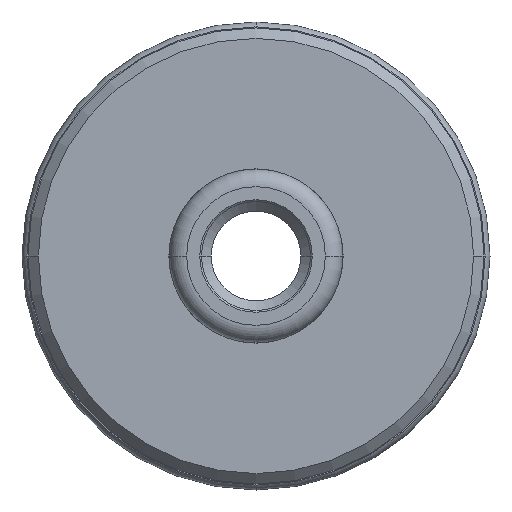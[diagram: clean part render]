
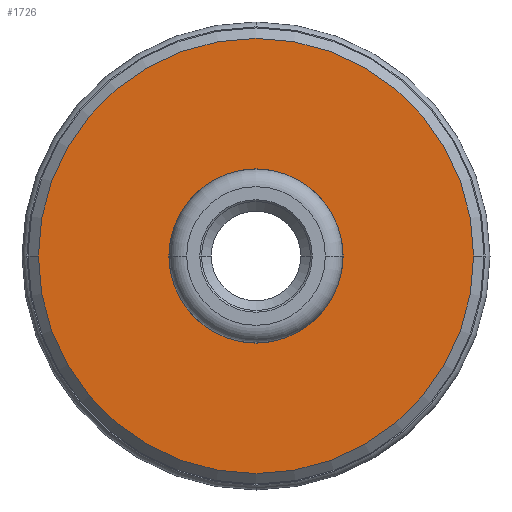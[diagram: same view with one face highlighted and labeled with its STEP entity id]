
A CAD part, left-side view. The second image highlights one B-rep face of the part: STEP entity #1726.
In plain terms, the highlighted planar face has unit normal (-1, 0, 0).
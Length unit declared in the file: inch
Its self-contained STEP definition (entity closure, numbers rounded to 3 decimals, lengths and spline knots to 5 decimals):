
#678=CARTESIAN_POINT('',(-0.62,0.,0.));
#679=DIRECTION('',(-1.,0.,0.));
#680=DIRECTION('',(0.,-1.,0.));
#681=AXIS2_PLACEMENT_3D('',#678,#679,#680);
#683=CARTESIAN_POINT('',(-0.62,0.,0.));
#684=DIRECTION('',(-1.,0.,0.));
#685=DIRECTION('',(0.,1.,0.));
#686=AXIS2_PLACEMENT_3D('',#683,#684,#685);
#688=CARTESIAN_POINT('',(-0.62,0.,0.));
#689=DIRECTION('',(1.,0.,0.));
#690=DIRECTION('',(0.,1.,0.));
#691=AXIS2_PLACEMENT_3D('',#688,#689,#690);
#693=CARTESIAN_POINT('',(-0.62,0.,0.));
#694=DIRECTION('',(1.,0.,0.));
#695=DIRECTION('',(0.,-1.,0.));
#696=AXIS2_PLACEMENT_3D('',#693,#694,#695);
#814=CARTESIAN_POINT('',(-0.62,-0.6245,0.));
#815=CARTESIAN_POINT('',(-0.62,0.6245,0.));
#816=VERTEX_POINT('',#814);
#817=VERTEX_POINT('',#815);
#902=CARTESIAN_POINT('',(-0.62,0.25,0.));
#903=CARTESIAN_POINT('',(-0.62,-0.25,0.));
#904=VERTEX_POINT('',#902);
#905=VERTEX_POINT('',#903);
#1710=CARTESIAN_POINT('',(-0.62,0.,0.));
#1711=DIRECTION('',(-1.,0.,0.));
#1712=DIRECTION('',(0.,1.,0.));
#1713=AXIS2_PLACEMENT_3D('',#1710,#1711,#1712);
#1714=PLANE('',#1713);
#1716=ORIENTED_EDGE('',*,*,#1715,.F.);
#1717=ORIENTED_EDGE('',*,*,#1700,.F.);
#1718=EDGE_LOOP('',(#1716,#1717));
#1719=FACE_OUTER_BOUND('',#1718,.F.);
#1721=ORIENTED_EDGE('',*,*,#1720,.F.);
#1723=ORIENTED_EDGE('',*,*,#1722,.F.);
#1724=EDGE_LOOP('',(#1721,#1723));
#1725=FACE_BOUND('',#1724,.F.);
#682=CIRCLE('',#681,0.6245);
#687=CIRCLE('',#686,0.6245);
#692=CIRCLE('',#691,0.25);
#697=CIRCLE('',#696,0.25);
#1700=EDGE_CURVE('',#817,#816,#687,.T.);
#1715=EDGE_CURVE('',#816,#817,#682,.T.);
#1720=EDGE_CURVE('',#904,#905,#692,.T.);
#1722=EDGE_CURVE('',#905,#904,#697,.T.);
#1726=ADVANCED_FACE('',(#1719,#1725),#1714,.T.);
